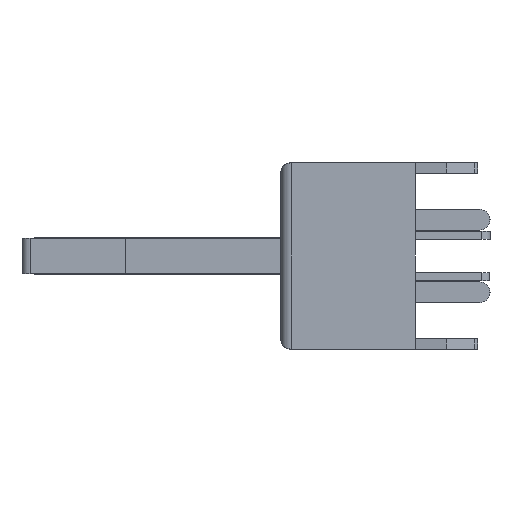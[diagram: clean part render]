
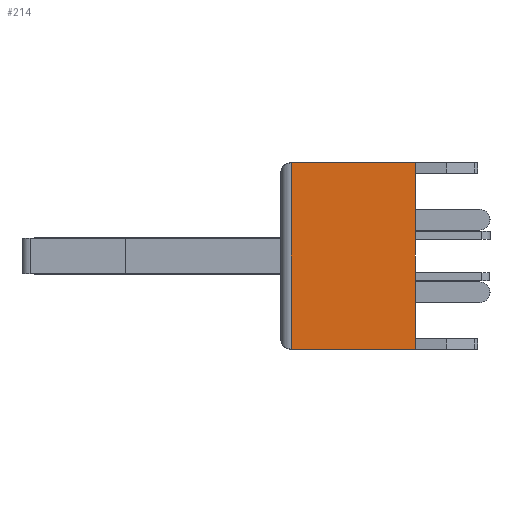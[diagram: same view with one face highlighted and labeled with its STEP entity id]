
A CAD part, left-side view. The second image highlights one B-rep face of the part: STEP entity #214.
In plain terms, the highlighted planar face has unit normal (-1, 0, 0).
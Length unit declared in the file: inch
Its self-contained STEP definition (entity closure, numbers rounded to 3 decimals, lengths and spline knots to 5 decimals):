
#53 = EDGE_CURVE ( 'NONE', #98, #2605, #1248, .T. ) ;
#86 = CARTESIAN_POINT ( 'NONE',  ( -1.1811, 0.23622, -0.17717 ) ) ;
#98 = VERTEX_POINT ( 'NONE', #86 ) ;
#214 = ADVANCED_FACE ( 'NONE', ( #641 ), #1372, .F. ) ;
#302 = CARTESIAN_POINT ( 'NONE',  ( -1.1811, 0.25591, -0.17717 ) ) ;
#396 = DIRECTION ( 'NONE',  ( 0., 0., -1. ) ) ;
#400 = EDGE_LOOP ( 'NONE', ( #2985, #569, #1428, #2490 ) ) ;
#436 = LINE ( 'NONE', #2200, #2908 ) ;
#515 = AXIS2_PLACEMENT_3D ( 'NONE', #1634, #2323, #396 ) ;
#569 = ORIENTED_EDGE ( 'NONE', *, *, #2220, .T. ) ;
#641 = FACE_OUTER_BOUND ( 'NONE', #400, .T. ) ;
#682 = DIRECTION ( 'NONE',  ( 0., -1., 0. ) ) ;
#766 = VERTEX_POINT ( 'NONE', #772 ) ;
#772 = CARTESIAN_POINT ( 'NONE',  ( -1.1811, 0.23622, 0.17717 ) ) ;
#855 = VERTEX_POINT ( 'NONE', #2175 ) ;
#1232 = EDGE_CURVE ( 'NONE', #766, #855, #1920, .T. ) ;
#1239 = DIRECTION ( 'NONE',  ( 0., 0., -1. ) ) ;
#1248 = LINE ( 'NONE', #302, #1723 ) ;
#1372 = PLANE ( 'NONE',  #515 ) ;
#1428 = ORIENTED_EDGE ( 'NONE', *, *, #53, .T. ) ;
#1569 = LINE ( 'NONE', #2691, #2783 ) ;
#1634 = CARTESIAN_POINT ( 'NONE',  ( -1.1811, 0.25591, -0.17717 ) ) ;
#1723 = VECTOR ( 'NONE', #1977, 39.37008 ) ;
#1920 = LINE ( 'NONE', #2075, #2692 ) ;
#1977 = DIRECTION ( 'NONE',  ( 0., -1., 0. ) ) ;
#2075 = CARTESIAN_POINT ( 'NONE',  ( -1.1811, 0.25591, 0.17717 ) ) ;
#2091 = CARTESIAN_POINT ( 'NONE',  ( -1.1811, 0., -0.17717 ) ) ;
#2175 = CARTESIAN_POINT ( 'NONE',  ( -1.1811, 0., 0.17717 ) ) ;
#2200 = CARTESIAN_POINT ( 'NONE',  ( -1.1811, 0., -0.17717 ) ) ;
#2208 = EDGE_CURVE ( 'NONE', #2605, #855, #436, .T. ) ;
#2220 = EDGE_CURVE ( 'NONE', #766, #98, #1569, .T. ) ;
#2323 = DIRECTION ( 'NONE',  ( 1., 0., 0. ) ) ;
#2490 = ORIENTED_EDGE ( 'NONE', *, *, #2208, .T. ) ;
#2605 = VERTEX_POINT ( 'NONE', #2091 ) ;
#2691 = CARTESIAN_POINT ( 'NONE',  ( -1.1811, 0.23622, -0.17717 ) ) ;
#2692 = VECTOR ( 'NONE', #682, 39.37008 ) ;
#2783 = VECTOR ( 'NONE', #1239, 39.37008 ) ;
#2900 = DIRECTION ( 'NONE',  ( 0., 0., 1. ) ) ;
#2908 = VECTOR ( 'NONE', #2900, 39.37008 ) ;
#2985 = ORIENTED_EDGE ( 'NONE', *, *, #1232, .F. ) ;
